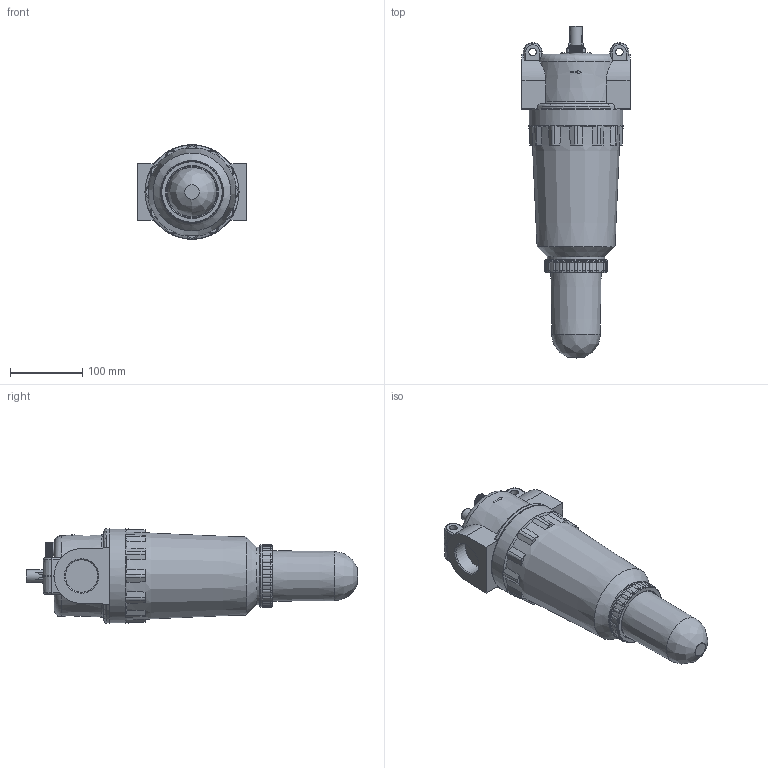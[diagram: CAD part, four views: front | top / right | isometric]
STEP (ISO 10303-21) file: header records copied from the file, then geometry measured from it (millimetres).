
FILE_DESCRIPTION( ( 'STEP AP203' ), ' ' );
FILE_NAME( '9.2387.00.000.0V.stp', '2017-04-13T07:02:24', ( '' ), ( '' ), ' ', 'PARTsolutions', ' ' );
FILE_SCHEMA( ( 'CONFIG_CONTROL_DESIGN' ) );
Length unit declared in the file: millimetre
Products named in the file (3): 9.2387.00.000.0V; _DO 87-1; _DO 87-2
Assembly tree (2 placements, depth 2):
  9.2387.00.000.0V
    _DO 87-1
    _DO 87-2
Bounding box: 150 x 460 x 130.83 mm (x, y, z)
Volume: 3691099.7 mm3; surface area: 187398.8 mm2
Topology: 2 solids, 2 shells, 456 faces, 1176 edges, 740 vertices
Faces by surface type: plane 214, cylinder 124, cone 68, sphere 28, torus 21, bspline 1
Full cylindrical faces by diameter (mm): 9 x1, 9.2 x1, 10 x1, 10.5 x2, 17.5 x1, 19 x1, 20 x1, 42 x1, 44.845 x2, 72.584 x1, 80 x1, 87 x1, 130 x1
Entity records: 15483 total; most frequent: CARTESIAN_POINT 4393, DIRECTION 2396, ORIENTED_EDGE 2260, EDGE_CURVE 1130, AXIS2_PLACEMENT_3D 992, VERTEX_POINT 729, EDGE_LOOP 511, FACE_OUTER_BOUND 480
